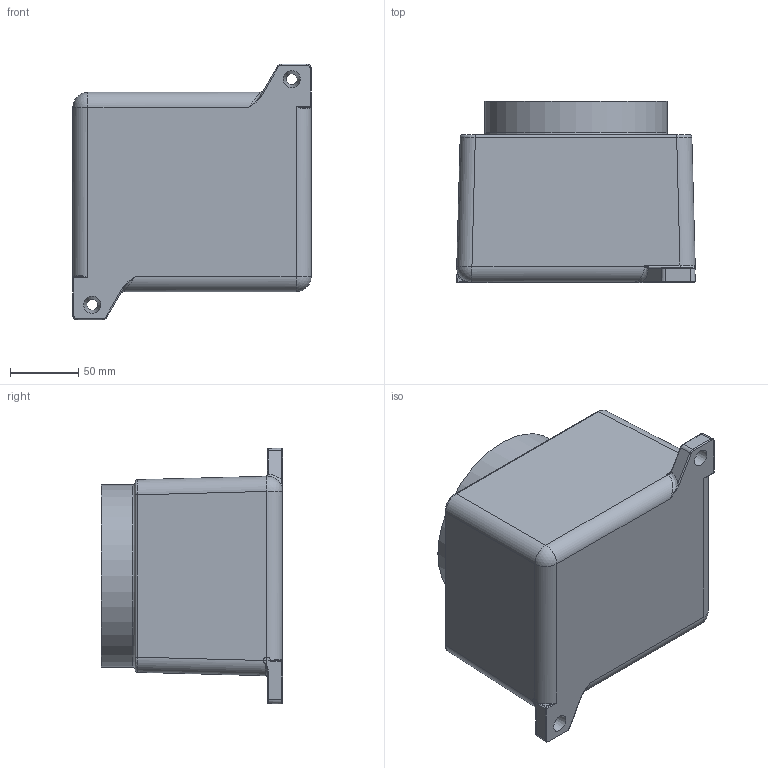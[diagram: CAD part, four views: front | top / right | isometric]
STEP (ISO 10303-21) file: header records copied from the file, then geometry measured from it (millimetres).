
FILE_DESCRIPTION(/* description */ ('GRE BOX AS MACHINED'),/* implementation_level */ '2;1');
FILE_NAME(/* name */ 'KIL_GREB.stp',/* time_stamp */ '2017-12-20T21:42:12+05:00',/* author */ ('ypadmaraja'),/* organization */ (''),/* preprocessor_version */ 'ST-DEVELOPER v16.13',/* originating_system */ 'Autodesk Inventor 2018',/* authorisation */ '');
FILE_SCHEMA (('AUTOMOTIVE_DESIGN { 1 0 10303 214 3 1 1 }'));
Length unit declared in the file: inch
Products named in the file (1): 17798
Bounding box: 174.66 x 132.59 x 187.32 mm (x, y, z)
Volume: 1256475.5 mm3; surface area: 195448.9 mm2
Topology: 1 solids, 1 shells, 347 faces, 876 edges, 547 vertices
Faces by surface type: plane 139, bspline 110, cylinder 68, sphere 16, cone 12, torus 2
Full cylindrical faces by diameter (mm): 2.184 x8, 3.683 x1, 110.223 x1, 115.722 x1, 123.038 x1, 133.35 x1
Entity records: 12009 total; most frequent: CARTESIAN_POINT 4468, ORIENTED_EDGE 1644, DIRECTION 1296, EDGE_CURVE 822, VERTEX_POINT 526, LINE 468, VECTOR 468, AXIS2_PLACEMENT_3D 414
